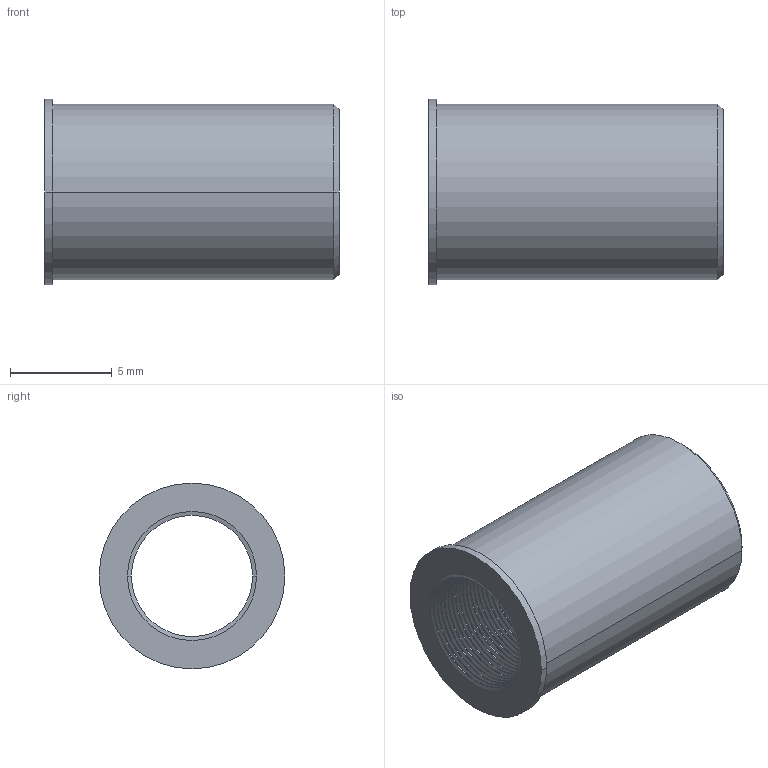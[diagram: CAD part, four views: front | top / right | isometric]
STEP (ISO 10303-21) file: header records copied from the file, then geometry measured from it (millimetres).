
FILE_DESCRIPTION (( 'STEP AP214' ), '1' );
FILE_NAME ('7650-E0W.step', '2007-11-09T07:55:22', ( ' ' ), ( ' ' ), 'SwSTEP 2.0', 'SolidWorks 2007', '' );
FILE_SCHEMA (( 'AUTOMOTIVE_DESIGN' ));
Length unit declared in the file: inch
Products named in the file (1): 7650-E0W
Bounding box: 14.48 x 9.14 x 9.14 mm (x, y, z)
Surface area: 704.7 mm2 (no closed solid volume)
Topology: 0 solids, 35 shells, 219 faces, 508 edges, 292 vertices
Faces by surface type: cylinder 142, cone 74, plane 3
Entity records: 8953 total; most frequent: DIRECTION 1240, CARTESIAN_POINT 1020, ORIENTED_EDGE 876, AXIS2_PLACEMENT_3D 512, EDGE_CURVE 508, VERTEX_POINT 292, CIRCLE 292, EDGE_LOOP 222
